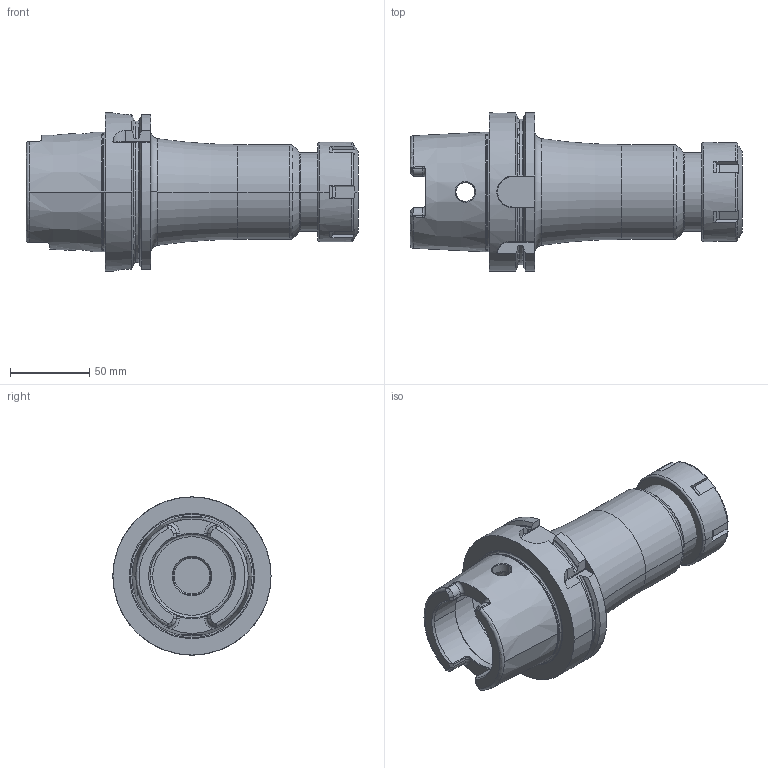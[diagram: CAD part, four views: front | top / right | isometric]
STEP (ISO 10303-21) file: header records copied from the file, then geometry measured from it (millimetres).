
FILE_DESCRIPTION((''),'2;1');
FILE_NAME('A100-022-40_ASM','2011-09-13T',('mei'),(''),'PRO/ENGINEER BY PARAMETRIC TECHNOLOGY CORPORATION, 2010430','PRO/ENGINEER BY PARAMETRIC TECHNOLOGY CORPORATION, 2010430','');
FILE_SCHEMA(('CONFIG_CONTROL_DESIGN'));
Length unit declared in the file: millimetre
Products named in the file (3): A100-022-40; 83-912-40; A100-022-40_ASM
Assembly tree (2 placements, depth 2):
  A100-022-40_ASM
    A100-022-40
    83-912-40
Bounding box: 210 x 100 x 100 mm (x, y, z)
Volume: 616842.9 mm3; surface area: 84802.7 mm2
Topology: 2 solids, 4 shells, 229 faces, 585 edges, 362 vertices
Faces by surface type: plane 80, cylinder 60, torus 44, cone 35, bspline 8, extrusion 2
Entity records: 8489 total; most frequent: CARTESIAN_POINT 3014, ORIENTED_EDGE 1162, DIRECTION 1097, EDGE_CURVE 585, AXIS2_PLACEMENT_3D 429, VERTEX_POINT 362, VECTOR 239, LINE 237
